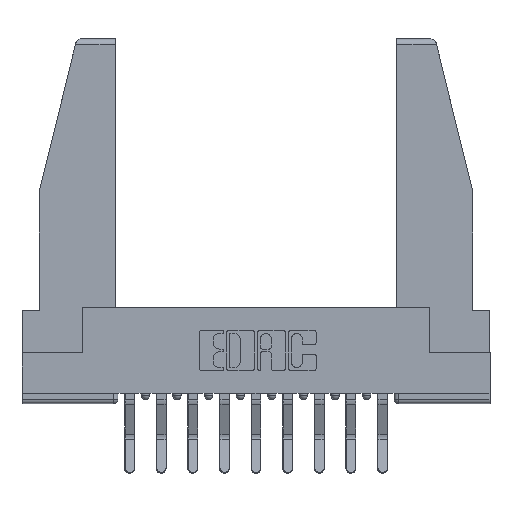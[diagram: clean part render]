
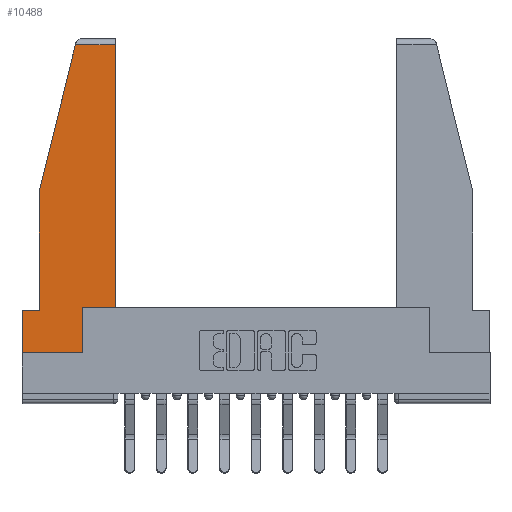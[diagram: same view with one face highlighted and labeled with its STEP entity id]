
A CAD part, top view. The second image highlights one B-rep face of the part: STEP entity #10488.
In plain terms, the highlighted planar face has unit normal (0, 0, 1).
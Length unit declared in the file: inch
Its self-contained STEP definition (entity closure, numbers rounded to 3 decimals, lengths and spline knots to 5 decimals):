
#401 = CARTESIAN_POINT ( 'NONE',  ( 0.461, 0.223, 0. ) ) ;
#560 = DIRECTION ( 'NONE',  ( 0., 1., 0. ) ) ;
#655 = EDGE_CURVE ( 'NONE', #1137, #13387, #8038, .T. ) ;
#891 = CARTESIAN_POINT ( 'NONE',  ( 0.461, 1.52, 0. ) ) ;
#1137 = VERTEX_POINT ( 'NONE', #14061 ) ;
#1224 = DIRECTION ( 'NONE',  ( 0., 0., 1. ) ) ;
#1324 = EDGE_CURVE ( 'NONE', #6500, #12217, #2439, .T. ) ;
#1415 = LINE ( 'NONE', #5957, #2382 ) ;
#1441 = LINE ( 'NONE', #9239, #11930 ) ;
#1637 = VERTEX_POINT ( 'NONE', #401 ) ;
#1677 = CARTESIAN_POINT ( 'NONE',  ( 0.297, 0., 0. ) ) ;
#2148 = LINE ( 'NONE', #14527, #9589 ) ;
#2332 = VECTOR ( 'NONE', #11437, 39.37008 ) ;
#2382 = VECTOR ( 'NONE', #6756, 39.37008 ) ;
#2411 = CARTESIAN_POINT ( 'NONE',  ( 0., 0.21, 0. ) ) ;
#2439 = LINE ( 'NONE', #5853, #12508 ) ;
#2502 = PLANE ( 'NONE',  #12416 ) ;
#2739 = DIRECTION ( 'NONE',  ( 0., 1., 0. ) ) ;
#2847 = CARTESIAN_POINT ( 'NONE',  ( 0.2636, 1.52, 0. ) ) ;
#3680 = DIRECTION ( 'NONE',  ( 1., 0., 0. ) ) ;
#3839 = CARTESIAN_POINT ( 'NONE',  ( 0.086, 0.21, 0. ) ) ;
#4070 = CARTESIAN_POINT ( 'NONE',  ( 0., 0., 0. ) ) ;
#4165 = VECTOR ( 'NONE', #560, 39.37008 ) ;
#5044 = CARTESIAN_POINT ( 'NONE',  ( 0.461, 0.223, 0. ) ) ;
#5235 = VERTEX_POINT ( 'NONE', #7440 ) ;
#5512 = ORIENTED_EDGE ( 'NONE', *, *, #5598, .T. ) ;
#5598 = EDGE_CURVE ( 'NONE', #7487, #5235, #7333, .T. ) ;
#5744 = CARTESIAN_POINT ( 'NONE',  ( 0.297, 0.223, 0. ) ) ;
#5765 = DIRECTION ( 'NONE',  ( -1., 0., 0. ) ) ;
#5853 = CARTESIAN_POINT ( 'NONE',  ( 0.271, 1.55, 0. ) ) ;
#5934 = VERTEX_POINT ( 'NONE', #3839 ) ;
#5957 = CARTESIAN_POINT ( 'NONE',  ( 0.086, 0.8, 0. ) ) ;
#5986 = FACE_OUTER_BOUND ( 'NONE', #11399, .T. ) ;
#6500 = VERTEX_POINT ( 'NONE', #2847 ) ;
#6635 = ORIENTED_EDGE ( 'NONE', *, *, #10508, .T. ) ;
#6756 = DIRECTION ( 'NONE',  ( 0., -1., 0. ) ) ;
#6796 = LINE ( 'NONE', #5744, #10557 ) ;
#6815 = CARTESIAN_POINT ( 'NONE',  ( 0., 0., 0. ) ) ;
#7187 = LINE ( 'NONE', #5044, #12383 ) ;
#7333 = LINE ( 'NONE', #1677, #4165 ) ;
#7440 = CARTESIAN_POINT ( 'NONE',  ( 0.297, 0.223, 0. ) ) ;
#7487 = VERTEX_POINT ( 'NONE', #8785 ) ;
#7675 = VERTEX_POINT ( 'NONE', #891 ) ;
#8038 = LINE ( 'NONE', #2411, #2332 ) ;
#8204 = DIRECTION ( 'NONE',  ( 1., 0., 0. ) ) ;
#8267 = EDGE_CURVE ( 'NONE', #13387, #7487, #2148, .T. ) ;
#8594 = CARTESIAN_POINT ( 'NONE',  ( 0., 0.21, 0. ) ) ;
#8785 = CARTESIAN_POINT ( 'NONE',  ( 0.297, 0., 0. ) ) ;
#8930 = ORIENTED_EDGE ( 'NONE', *, *, #14284, .T. ) ;
#8948 = CARTESIAN_POINT ( 'NONE',  ( 0.086, 0.8, 0. ) ) ;
#8950 = EDGE_CURVE ( 'NONE', #1637, #7675, #7187, .T. ) ;
#9239 = CARTESIAN_POINT ( 'NONE',  ( 0., 1.52, 0. ) ) ;
#9589 = VECTOR ( 'NONE', #13552, 39.37008 ) ;
#10032 = ORIENTED_EDGE ( 'NONE', *, *, #8950, .T. ) ;
#10244 = ORIENTED_EDGE ( 'NONE', *, *, #12927, .T. ) ;
#10488 = ADVANCED_FACE ( 'NONE', ( #5986 ), #2502, .T. ) ;
#10508 = EDGE_CURVE ( 'NONE', #7675, #6500, #1441, .T. ) ;
#10557 = VECTOR ( 'NONE', #3680, 39.37008 ) ;
#10906 = EDGE_CURVE ( 'NONE', #5235, #1637, #6796, .T. ) ;
#11062 = ORIENTED_EDGE ( 'NONE', *, *, #8267, .T. ) ;
#11399 = EDGE_LOOP ( 'NONE', ( #10032, #6635, #11998, #8930, #10244, #14268, #11062, #5512, #13224 ) ) ;
#11437 = DIRECTION ( 'NONE',  ( 0., -1., 0. ) ) ;
#11468 = DIRECTION ( 'NONE',  ( -0.239, -0.971, 0. ) ) ;
#11900 = LINE ( 'NONE', #8594, #13492 ) ;
#11930 = VECTOR ( 'NONE', #5765, 39.37008 ) ;
#11998 = ORIENTED_EDGE ( 'NONE', *, *, #1324, .T. ) ;
#12031 = DIRECTION ( 'NONE',  ( -1., 0., 0. ) ) ;
#12217 = VERTEX_POINT ( 'NONE', #8948 ) ;
#12383 = VECTOR ( 'NONE', #2739, 39.37008 ) ;
#12416 = AXIS2_PLACEMENT_3D ( 'NONE', #6815, #1224, #8204 ) ;
#12508 = VECTOR ( 'NONE', #11468, 39.37008 ) ;
#12927 = EDGE_CURVE ( 'NONE', #5934, #1137, #11900, .T. ) ;
#13224 = ORIENTED_EDGE ( 'NONE', *, *, #10906, .T. ) ;
#13387 = VERTEX_POINT ( 'NONE', #4070 ) ;
#13492 = VECTOR ( 'NONE', #12031, 39.37008 ) ;
#13552 = DIRECTION ( 'NONE',  ( 1., 0., 0. ) ) ;
#14061 = CARTESIAN_POINT ( 'NONE',  ( 0., 0.21, 0. ) ) ;
#14268 = ORIENTED_EDGE ( 'NONE', *, *, #655, .T. ) ;
#14284 = EDGE_CURVE ( 'NONE', #12217, #5934, #1415, .T. ) ;
#14527 = CARTESIAN_POINT ( 'NONE',  ( 0., 0., 0. ) ) ;
